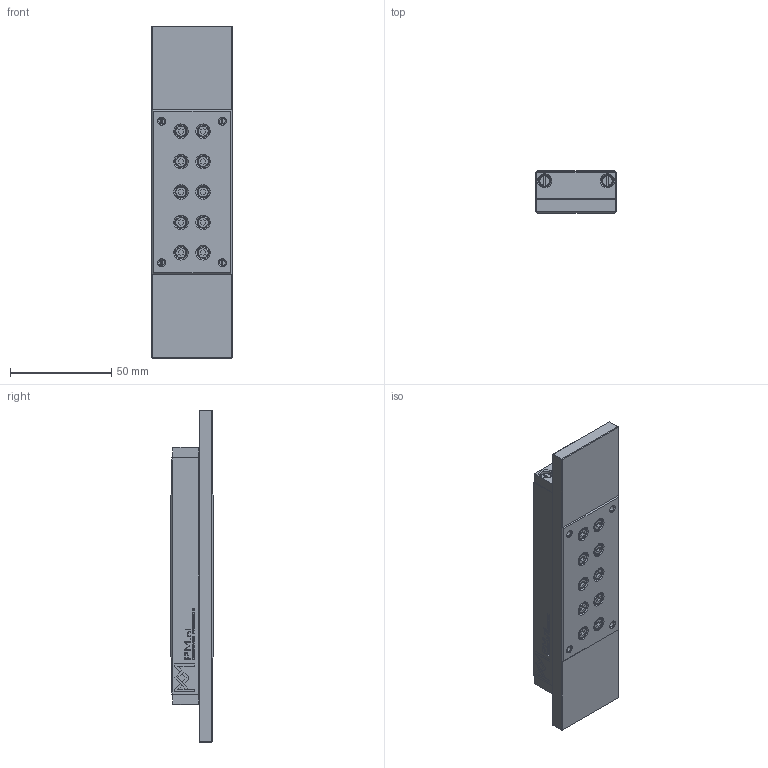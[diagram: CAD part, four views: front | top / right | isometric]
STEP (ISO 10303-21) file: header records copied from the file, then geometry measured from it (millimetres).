
FILE_DESCRIPTION(/* description */ (''),/* implementation_level */ '2;1');
FILE_NAME(/* name */ 'RTNG-2075.stp',/* time_stamp */ '2024-10-01T11:21:54+02:00',/* author */ (''),/* organization */ (''),/* preprocessor_version */ 'ST-DEVELOPER v16.7',/* originating_system */ 'SIEMENS PLM Software NX 12.0',/* authorisation */ '');
FILE_SCHEMA (('AUTOMOTIVE_DESIGN { 1 0 10303 214 3 1 1 1 }'));
Length unit declared in the file: millimetre
Products named in the file (1): RTNG-2075_stp
Bounding box: 39.6 x 21 x 164 mm (x, y, z)
Volume: 98441.6 mm3; surface area: 40592.1 mm2
Topology: 4 solids, 4 shells, 1197 faces, 3013 edges, 1938 vertices
Faces by surface type: plane 754, bspline 180, cylinder 129, cone 72, torus 62
Entity records: 41264 total; most frequent: CARTESIAN_POINT 9449, ORIENTED_EDGE 6026, DIRECTION 5131, EDGE_CURVE 3013, LINE 2099, VECTOR 2099, VERTEX_POINT 1938, AXIS2_PLACEMENT_3D 1516
